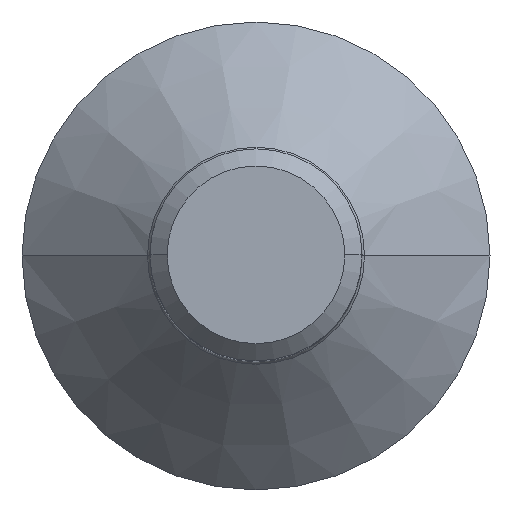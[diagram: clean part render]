
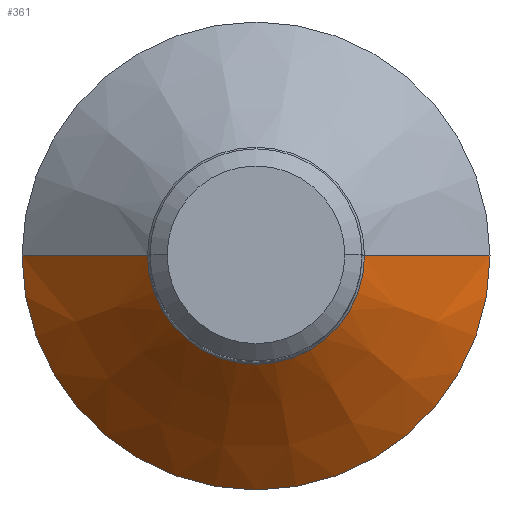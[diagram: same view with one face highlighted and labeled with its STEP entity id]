
A CAD part, top view. The second image highlights one B-rep face of the part: STEP entity #361.
In plain terms, the highlighted conical face has half-angle 45 degrees and reference radius 11.034 mm.
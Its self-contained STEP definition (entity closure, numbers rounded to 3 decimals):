
#6 = LINE ( 'NONE', #326, #365 ) ;
#39 = CIRCLE ( 'NONE', #191, 5.117 ) ;
#55 = EDGE_CURVE ( 'NONE', #650, #386, #181, .T. ) ;
#64 = DIRECTION ( 'NONE',  ( 0., 0., -1. ) ) ;
#129 = VERTEX_POINT ( 'NONE', #493 ) ;
#138 = VECTOR ( 'NONE', #460, 1000. ) ;
#164 = ORIENTED_EDGE ( 'NONE', *, *, #55, .T. ) ;
#181 = LINE ( 'NONE', #186, #138 ) ;
#186 = CARTESIAN_POINT ( 'NONE',  ( -11.034, 0., 0. ) ) ;
#191 = AXIS2_PLACEMENT_3D ( 'NONE', #336, #64, #262 ) ;
#216 = DIRECTION ( 'NONE',  ( -1., 0., 0. ) ) ;
#245 = AXIS2_PLACEMENT_3D ( 'NONE', #491, #828, #434 ) ;
#262 = DIRECTION ( 'NONE',  ( 0., 1., 0. ) ) ;
#273 = ORIENTED_EDGE ( 'NONE', *, *, #321, .F. ) ;
#288 = CARTESIAN_POINT ( 'NONE',  ( 0., 0., 0. ) ) ;
#300 = CARTESIAN_POINT ( 'NONE',  ( -5.117, 0., 5.917 ) ) ;
#319 = FACE_OUTER_BOUND ( 'NONE', #458, .T. ) ;
#321 = EDGE_CURVE ( 'NONE', #827, #386, #842, .T. ) ;
#326 = CARTESIAN_POINT ( 'NONE',  ( 11.034, 0., 0. ) ) ;
#336 = CARTESIAN_POINT ( 'NONE',  ( 0., 0., 5.917 ) ) ;
#340 = ORIENTED_EDGE ( 'NONE', *, *, #477, .T. ) ;
#361 = ADVANCED_FACE ( 'NONE', ( #319 ), #824, .T. ) ;
#365 = VECTOR ( 'NONE', #457, 1000. ) ;
#386 = VERTEX_POINT ( 'NONE', #764 ) ;
#434 = DIRECTION ( 'NONE',  ( -1., 0., 0. ) ) ;
#444 = AXIS2_PLACEMENT_3D ( 'NONE', #288, #756, #216 ) ;
#457 = DIRECTION ( 'NONE',  ( 0.707, 0., -0.707 ) ) ;
#458 = EDGE_LOOP ( 'NONE', ( #814, #340, #164, #273 ) ) ;
#460 = DIRECTION ( 'NONE',  ( -0.707, 0., -0.707 ) ) ;
#477 = EDGE_CURVE ( 'NONE', #129, #650, #39, .T. ) ;
#491 = CARTESIAN_POINT ( 'NONE',  ( 0., 0., 0. ) ) ;
#493 = CARTESIAN_POINT ( 'NONE',  ( 5.117, 0., 5.917 ) ) ;
#650 = VERTEX_POINT ( 'NONE', #300 ) ;
#651 = CARTESIAN_POINT ( 'NONE',  ( 11.034, 0., 0. ) ) ;
#756 = DIRECTION ( 'NONE',  ( 0., 0., -1. ) ) ;
#764 = CARTESIAN_POINT ( 'NONE',  ( -11.034, 0., 0. ) ) ;
#814 = ORIENTED_EDGE ( 'NONE', *, *, #821, .F. ) ;
#821 = EDGE_CURVE ( 'NONE', #129, #827, #6, .T. ) ;
#824 = CONICAL_SURFACE ( 'NONE', #245, 11.034, 0.785 ) ;
#827 = VERTEX_POINT ( 'NONE', #651 ) ;
#828 = DIRECTION ( 'NONE',  ( 0., 0., -1. ) ) ;
#842 = CIRCLE ( 'NONE', #444, 11.034 ) ;
